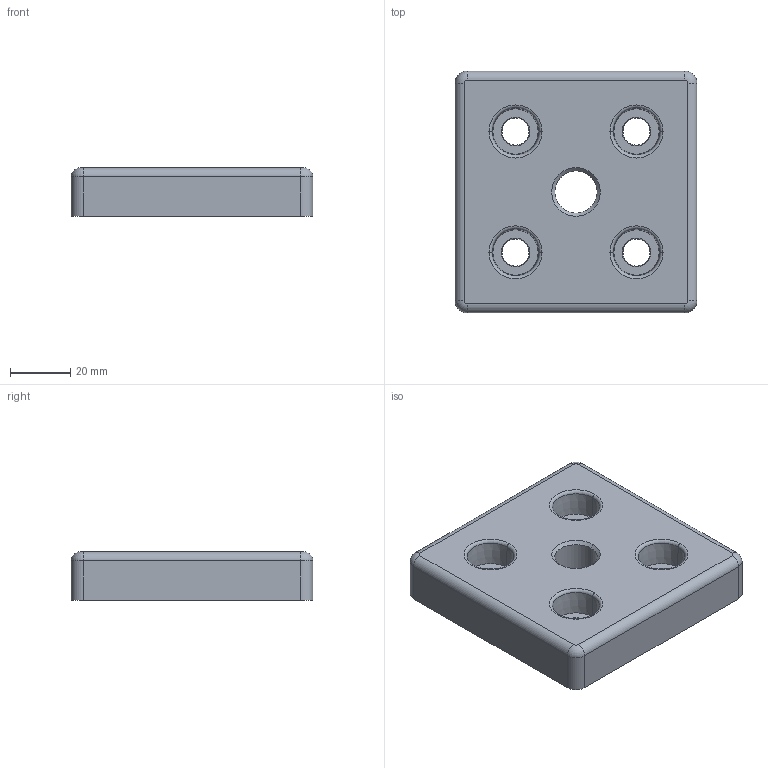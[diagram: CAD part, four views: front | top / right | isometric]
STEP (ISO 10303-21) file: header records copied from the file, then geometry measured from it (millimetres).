
FILE_DESCRIPTION(('STEP AP214'),'1');
FILE_NAME('fath_093ta80801608r.stp','2017-10-10T15:52:04',('TraceParts'),('TraceParts S.A.'),'Spatial InterOp 3D',' ',' ');
FILE_SCHEMA(('automotive_design'));
Length unit declared in the file: millimetre
Products named in the file (1): fath_093ta80801608r
Bounding box: 80 x 80 x 16 mm (x, y, z)
Volume: 61177.9 mm3; surface area: 27849.8 mm2
Topology: 1 solids, 1 shells, 246 faces, 554 edges, 314 vertices
Faces by surface type: cylinder 56, cone 44, plane 42, torus 36, sphere 36, bspline 32
Entity records: 9585 total; most frequent: CARTESIAN_POINT 2347, DIRECTION 1138, ORIENTED_EDGE 1092, EDGE_CURVE 546, AXIS2_PLACEMENT_3D 489, VERTEX_POINT 314, CIRCLE 274, EDGE_LOOP 268
